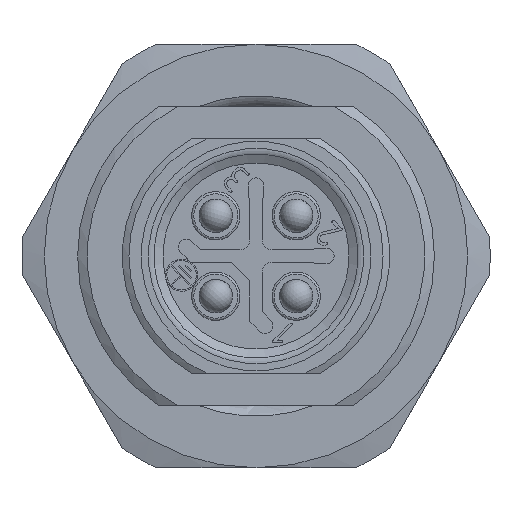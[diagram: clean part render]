
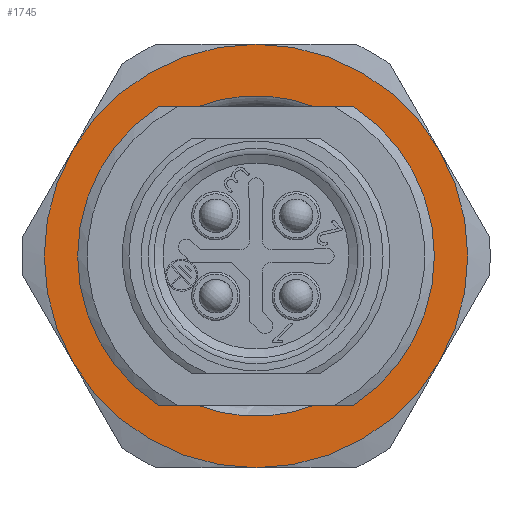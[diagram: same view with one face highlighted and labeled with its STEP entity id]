
A CAD part, left-side view. The second image highlights one B-rep face of the part: STEP entity #1745.
In plain terms, the highlighted planar face has unit normal (-1, 0, 0).
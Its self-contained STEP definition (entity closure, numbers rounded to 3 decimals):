
#434=PLANE('',#5920);
#829=LINE('',#7776,#1219);
#830=LINE('',#7785,#1220);
#835=LINE('',#7799,#1225);
#836=LINE('',#7808,#1226);
#1219=VECTOR('',#6324,1.);
#1220=VECTOR('',#6325,1.);
#1225=VECTOR('',#6332,1.);
#1226=VECTOR('',#6333,1.);
#1745=ADVANCED_FACE('',(#2292,#2293),#434,.T.);
#2292=FACE_BOUND('',#2494,.T.);
#2293=FACE_BOUND('',#2495,.T.);
#2494=EDGE_LOOP('',(#3272,#3273,#3274,#3275,#3276,#3277));
#2495=EDGE_LOOP('',(#3278,#3279,#3280,#3281,#3282,#3283,#3284,#3285));
#3272=ORIENTED_EDGE('',*,*,#5065,.T.);
#3273=ORIENTED_EDGE('',*,*,#5066,.T.);
#3274=ORIENTED_EDGE('',*,*,#5067,.T.);
#3275=ORIENTED_EDGE('',*,*,#5068,.T.);
#3276=ORIENTED_EDGE('',*,*,#5069,.T.);
#3277=ORIENTED_EDGE('',*,*,#5070,.T.);
#3278=ORIENTED_EDGE('',*,*,#4840,.F.);
#3279=ORIENTED_EDGE('',*,*,#5071,.T.);
#3280=ORIENTED_EDGE('',*,*,#4843,.F.);
#3281=ORIENTED_EDGE('',*,*,#4798,.T.);
#3282=ORIENTED_EDGE('',*,*,#4849,.F.);
#3283=ORIENTED_EDGE('',*,*,#5072,.T.);
#3284=ORIENTED_EDGE('',*,*,#4852,.F.);
#3285=ORIENTED_EDGE('',*,*,#4802,.T.);
#4282=VERTEX_POINT('',#7674);
#4283=VERTEX_POINT('',#7675);
#4286=VERTEX_POINT('',#7683);
#4287=VERTEX_POINT('',#7684);
#4319=VERTEX_POINT('',#7774);
#4321=VERTEX_POINT('',#7786);
#4323=VERTEX_POINT('',#7797);
#4325=VERTEX_POINT('',#7809);
#4467=VERTEX_POINT('',#8692);
#4468=VERTEX_POINT('',#8693);
#4469=VERTEX_POINT('',#8695);
#4470=VERTEX_POINT('',#8697);
#4471=VERTEX_POINT('',#8699);
#4472=VERTEX_POINT('',#8701);
#4798=EDGE_CURVE('',#4282,#4283,#5560,.T.);
#4802=EDGE_CURVE('',#4286,#4287,#5562,.T.);
#4840=EDGE_CURVE('',#4319,#4287,#829,.T.);
#4843=EDGE_CURVE('',#4282,#4321,#830,.T.);
#4849=EDGE_CURVE('',#4323,#4283,#835,.T.);
#4852=EDGE_CURVE('',#4286,#4325,#836,.T.);
#5065=EDGE_CURVE('',#4467,#4468,#5624,.T.);
#5066=EDGE_CURVE('',#4468,#4469,#5625,.T.);
#5067=EDGE_CURVE('',#4469,#4470,#5626,.T.);
#5068=EDGE_CURVE('',#4470,#4471,#5627,.T.);
#5069=EDGE_CURVE('',#4471,#4472,#5628,.T.);
#5070=EDGE_CURVE('',#4472,#4467,#5629,.T.);
#5071=EDGE_CURVE('',#4319,#4321,#5630,.T.);
#5072=EDGE_CURVE('',#4323,#4325,#5631,.T.);
#5560=CIRCLE('',#5755,8.);
#5562=CIRCLE('',#5758,8.);
#5624=CIRCLE('',#5912,9.5);
#5625=CIRCLE('',#5913,9.5);
#5626=CIRCLE('',#5914,9.5);
#5627=CIRCLE('',#5915,9.5);
#5628=CIRCLE('',#5916,9.5);
#5629=CIRCLE('',#5917,9.5);
#5630=CIRCLE('',#5918,7.188);
#5631=CIRCLE('',#5919,7.188);
#5755=AXIS2_PLACEMENT_3D('',#7673,#6247,#6248);
#5758=AXIS2_PLACEMENT_3D('',#7682,#6255,#6256);
#5912=AXIS2_PLACEMENT_3D('',#8691,#6728,#6729);
#5913=AXIS2_PLACEMENT_3D('',#8694,#6730,#6731);
#5914=AXIS2_PLACEMENT_3D('',#8696,#6732,#6733);
#5915=AXIS2_PLACEMENT_3D('',#8698,#6734,#6735);
#5916=AXIS2_PLACEMENT_3D('',#8700,#6736,#6737);
#5917=AXIS2_PLACEMENT_3D('',#8702,#6738,#6739);
#5918=AXIS2_PLACEMENT_3D('',#8703,#6740,#6741);
#5919=AXIS2_PLACEMENT_3D('',#8704,#6742,#6743);
#5920=AXIS2_PLACEMENT_3D('',#8705,#6744,#6745);
#6247=DIRECTION('',(1.,0.,0.));
#6248=DIRECTION('',(0.,0.,1.));
#6255=DIRECTION('',(1.,0.,0.));
#6256=DIRECTION('',(0.,0.,1.));
#6324=DIRECTION('',(0.,1.,0.));
#6325=DIRECTION('',(0.,1.,0.));
#6332=DIRECTION('',(0.,-1.,0.));
#6333=DIRECTION('',(0.,-1.,0.));
#6728=DIRECTION('',(-1.,0.,0.));
#6729=DIRECTION('',(0.,0.,-1.));
#6730=DIRECTION('',(-1.,0.,0.));
#6731=DIRECTION('',(0.,0.,-1.));
#6732=DIRECTION('',(-1.,0.,0.));
#6733=DIRECTION('',(0.,0.,-1.));
#6734=DIRECTION('',(-1.,0.,0.));
#6735=DIRECTION('',(0.,0.,-1.));
#6736=DIRECTION('',(-1.,0.,0.));
#6737=DIRECTION('',(0.,0.,-1.));
#6738=DIRECTION('',(-1.,0.,0.));
#6739=DIRECTION('',(0.,0.,-1.));
#6740=DIRECTION('',(1.,0.,0.));
#6741=DIRECTION('',(0.,0.,1.));
#6742=DIRECTION('',(1.,0.,0.));
#6743=DIRECTION('',(0.,0.,1.));
#6744=DIRECTION('',(-1.,0.,0.));
#6745=DIRECTION('',(0.,0.,-1.));
#7673=CARTESIAN_POINT('',(11.2,0.,0.));
#7674=CARTESIAN_POINT('',(11.2,-4.371,6.7));
#7675=CARTESIAN_POINT('',(11.2,-4.371,-6.7));
#7682=CARTESIAN_POINT('',(11.2,0.,0.));
#7683=CARTESIAN_POINT('',(11.2,4.371,-6.7));
#7684=CARTESIAN_POINT('',(11.2,4.371,6.7));
#7774=CARTESIAN_POINT('',(11.2,2.603,6.7));
#7776=CARTESIAN_POINT('',(11.2,0.,6.7));
#7785=CARTESIAN_POINT('',(11.2,0.,6.7));
#7786=CARTESIAN_POINT('',(11.2,-2.603,6.7));
#7797=CARTESIAN_POINT('',(11.2,-2.603,-6.7));
#7799=CARTESIAN_POINT('',(11.2,0.,-6.7));
#7808=CARTESIAN_POINT('',(11.2,0.,-6.7));
#7809=CARTESIAN_POINT('',(11.2,2.603,-6.7));
#8691=CARTESIAN_POINT('',(11.2,0.,0.));
#8692=CARTESIAN_POINT('',(11.2,8.227,4.75));
#8693=CARTESIAN_POINT('',(11.2,8.227,-4.75));
#8694=CARTESIAN_POINT('',(11.2,0.,0.));
#8695=CARTESIAN_POINT('',(11.2,0.,-9.5));
#8696=CARTESIAN_POINT('',(11.2,0.,0.));
#8697=CARTESIAN_POINT('',(11.2,-8.227,-4.75));
#8698=CARTESIAN_POINT('',(11.2,0.,0.));
#8699=CARTESIAN_POINT('',(11.2,-8.227,4.75));
#8700=CARTESIAN_POINT('',(11.2,0.,0.));
#8701=CARTESIAN_POINT('',(11.2,0.,9.5));
#8702=CARTESIAN_POINT('',(11.2,0.,0.));
#8703=CARTESIAN_POINT('',(11.2,0.,0.));
#8704=CARTESIAN_POINT('',(11.2,0.,0.));
#8705=CARTESIAN_POINT('',(11.2,0.,0.));
